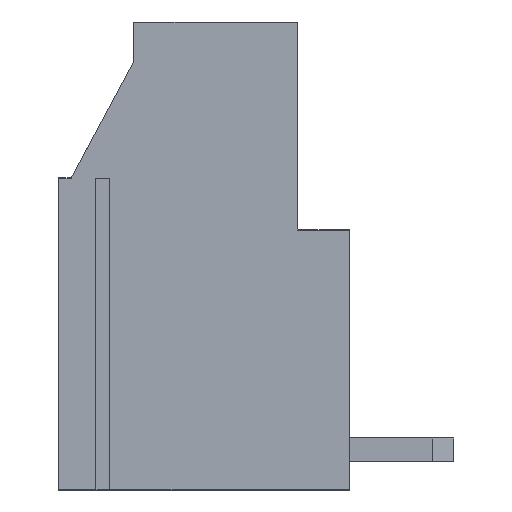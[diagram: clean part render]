
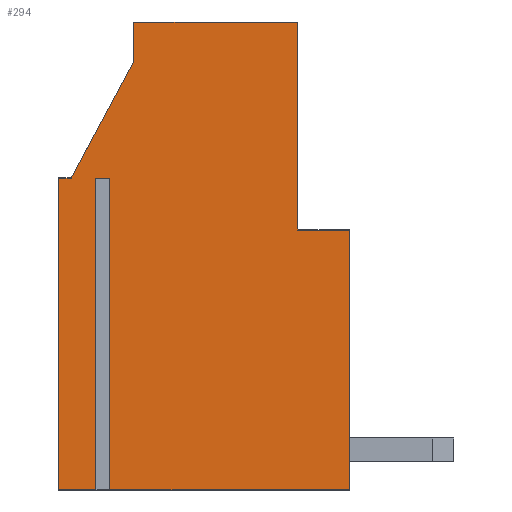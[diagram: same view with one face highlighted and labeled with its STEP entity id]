
A CAD part, front view. The second image highlights one B-rep face of the part: STEP entity #294.
In plain terms, the highlighted planar face has unit normal (0, -1, 0).
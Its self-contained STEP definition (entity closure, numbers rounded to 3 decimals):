
#294 = ADVANCED_FACE( '', ( #660 ), #661, .F. );
#660 = FACE_OUTER_BOUND( '', #1117, .T. );
#661 = PLANE( '', #1118 );
#1117 = EDGE_LOOP( '', ( #1749, #1750, #1751, #1752, #1753, #1754, #1755, #1756, #1757, #1758, #1759, #1760, #1761 ) );
#1118 = AXIS2_PLACEMENT_3D( '', #1762, #1763, #1764 );
#1749 = ORIENTED_EDGE( '', *, *, #2901, .F. );
#1750 = ORIENTED_EDGE( '', *, *, #3033, .T. );
#1751 = ORIENTED_EDGE( '', *, *, #3034, .F. );
#1752 = ORIENTED_EDGE( '', *, *, #3035, .F. );
#1753 = ORIENTED_EDGE( '', *, *, #3036, .F. );
#1754 = ORIENTED_EDGE( '', *, *, #3037, .T. );
#1755 = ORIENTED_EDGE( '', *, *, #3038, .T. );
#1756 = ORIENTED_EDGE( '', *, *, #3039, .F. );
#1757 = ORIENTED_EDGE( '', *, *, #3040, .F. );
#1758 = ORIENTED_EDGE( '', *, *, #3041, .F. );
#1759 = ORIENTED_EDGE( '', *, *, #3042, .T. );
#1760 = ORIENTED_EDGE( '', *, *, #3043, .T. );
#1761 = ORIENTED_EDGE( '', *, *, #3044, .F. );
#1762 = CARTESIAN_POINT( '', ( 12.134, -2.54, 19.8 ) );
#1763 = DIRECTION( '', ( 0., 1., 0. ) );
#1764 = DIRECTION( '', ( 0., 0., 1. ) );
#2901 = EDGE_CURVE( '', #3485, #3481, #3487, .T. );
#3033 = EDGE_CURVE( '', #3485, #3712, #3713, .T. );
#3034 = EDGE_CURVE( '', #3714, #3712, #3715, .T. );
#3035 = EDGE_CURVE( '', #3716, #3714, #3717, .T. );
#3036 = EDGE_CURVE( '', #3718, #3716, #3719, .T. );
#3037 = EDGE_CURVE( '', #3718, #3720, #3721, .T. );
#3038 = EDGE_CURVE( '', #3720, #3722, #3723, .T. );
#3039 = EDGE_CURVE( '', #3724, #3722, #3725, .T. );
#3040 = EDGE_CURVE( '', #3726, #3724, #3727, .T. );
#3041 = EDGE_CURVE( '', #3728, #3726, #3729, .T. );
#3042 = EDGE_CURVE( '', #3728, #3730, #3731, .T. );
#3043 = EDGE_CURVE( '', #3730, #3732, #3733, .T. );
#3044 = EDGE_CURVE( '', #3481, #3732, #3734, .T. );
#3481 = VERTEX_POINT( '', #4337 );
#3485 = VERTEX_POINT( '', #4343 );
#3487 = LINE( '', #4346, #4347 );
#3712 = VERTEX_POINT( '', #4666 );
#3713 = LINE( '', #4667, #4668 );
#3714 = VERTEX_POINT( '', #4669 );
#3715 = LINE( '', #4670, #4671 );
#3716 = VERTEX_POINT( '', #4672 );
#3717 = LINE( '', #4673, #4674 );
#3718 = VERTEX_POINT( '', #4675 );
#3719 = LINE( '', #4676, #4677 );
#3720 = VERTEX_POINT( '', #4678 );
#3721 = LINE( '', #4679, #4680 );
#3722 = VERTEX_POINT( '', #4681 );
#3723 = LINE( '', #4682, #4683 );
#3724 = VERTEX_POINT( '', #4684 );
#3725 = LINE( '', #4685, #4686 );
#3726 = VERTEX_POINT( '', #4687 );
#3727 = LINE( '', #4688, #4689 );
#3728 = VERTEX_POINT( '', #4690 );
#3729 = LINE( '', #4691, #4692 );
#3730 = VERTEX_POINT( '', #4693 );
#3731 = LINE( '', #4694, #4695 );
#3732 = VERTEX_POINT( '', #4696 );
#3733 = LINE( '', #4697, #4698 );
#3734 = LINE( '', #4699, #4700 );
#4337 = CARTESIAN_POINT( '', ( 9.2, -2.54, 10. ) );
#4343 = CARTESIAN_POINT( '', ( 9.2, -2.54, 18. ) );
#4346 = CARTESIAN_POINT( '', ( 9.2, -2.54, 18. ) );
#4347 = VECTOR( '', #5486, 1000. );
#4666 = CARTESIAN_POINT( '', ( 2.9, -2.54, 18. ) );
#4667 = CARTESIAN_POINT( '', ( 5.35, -2.54, 18. ) );
#4668 = VECTOR( '', #5617, 1000. );
#4669 = CARTESIAN_POINT( '', ( 2.9, -2.54, 16.5 ) );
#4670 = CARTESIAN_POINT( '', ( 2.9, -2.54, -1. ) );
#4671 = VECTOR( '', #5618, 1000. );
#4672 = CARTESIAN_POINT( '', ( 0.5, -2.54, 12. ) );
#4673 = CARTESIAN_POINT( '', ( -6.433, -2.54, -1. ) );
#4674 = VECTOR( '', #5619, 1000. );
#4675 = CARTESIAN_POINT( '', ( 0., -2.54, 12. ) );
#4676 = CARTESIAN_POINT( '', ( 5.35, -2.54, 12. ) );
#4677 = VECTOR( '', #5620, 1000. );
#4678 = CARTESIAN_POINT( '', ( 0., -2.54, 0. ) );
#4679 = CARTESIAN_POINT( '', ( 0., -2.54, -1. ) );
#4680 = VECTOR( '', #5621, 1000. );
#4681 = CARTESIAN_POINT( '', ( 1.423, -2.54, 0. ) );
#4682 = CARTESIAN_POINT( '', ( 5.35, -2.54, 0. ) );
#4683 = VECTOR( '', #5622, 1000. );
#4684 = CARTESIAN_POINT( '', ( 1.423, -2.54, 12. ) );
#4685 = CARTESIAN_POINT( '', ( 1.423, -2.54, -1. ) );
#4686 = VECTOR( '', #5623, 1000. );
#4687 = CARTESIAN_POINT( '', ( 1.977, -2.54, 12. ) );
#4688 = CARTESIAN_POINT( '', ( 5.35, -2.54, 12. ) );
#4689 = VECTOR( '', #5624, 1000. );
#4690 = CARTESIAN_POINT( '', ( 1.977, -2.54, 0. ) );
#4691 = CARTESIAN_POINT( '', ( 1.977, -2.54, -1. ) );
#4692 = VECTOR( '', #5625, 1000. );
#4693 = CARTESIAN_POINT( '', ( 11.2, -2.54, 0. ) );
#4694 = CARTESIAN_POINT( '', ( 5.35, -2.54, 0. ) );
#4695 = VECTOR( '', #5626, 1000. );
#4696 = CARTESIAN_POINT( '', ( 11.2, -2.54, 10. ) );
#4697 = CARTESIAN_POINT( '', ( 11.2, -2.54, -1. ) );
#4698 = VECTOR( '', #5627, 1000. );
#4699 = CARTESIAN_POINT( '', ( 9.038, -2.54, 10. ) );
#4700 = VECTOR( '', #5628, 1000. );
#5486 = DIRECTION( '', ( 0., 0., -1. ) );
#5617 = DIRECTION( '', ( -1., 0., 0. ) );
#5618 = DIRECTION( '', ( 0., 0., 1. ) );
#5619 = DIRECTION( '', ( 0.471, 0., 0.882 ) );
#5620 = DIRECTION( '', ( 1., 0., 0. ) );
#5621 = DIRECTION( '', ( 0., 0., -1. ) );
#5622 = DIRECTION( '', ( 1., 0., 0. ) );
#5623 = DIRECTION( '', ( 0., 0., -1. ) );
#5624 = DIRECTION( '', ( -1., 0., 0. ) );
#5625 = DIRECTION( '', ( 0., 0., 1. ) );
#5626 = DIRECTION( '', ( 1., 0., 0. ) );
#5627 = DIRECTION( '', ( 0., 0., 1. ) );
#5628 = DIRECTION( '', ( 1., 0., 0. ) );
